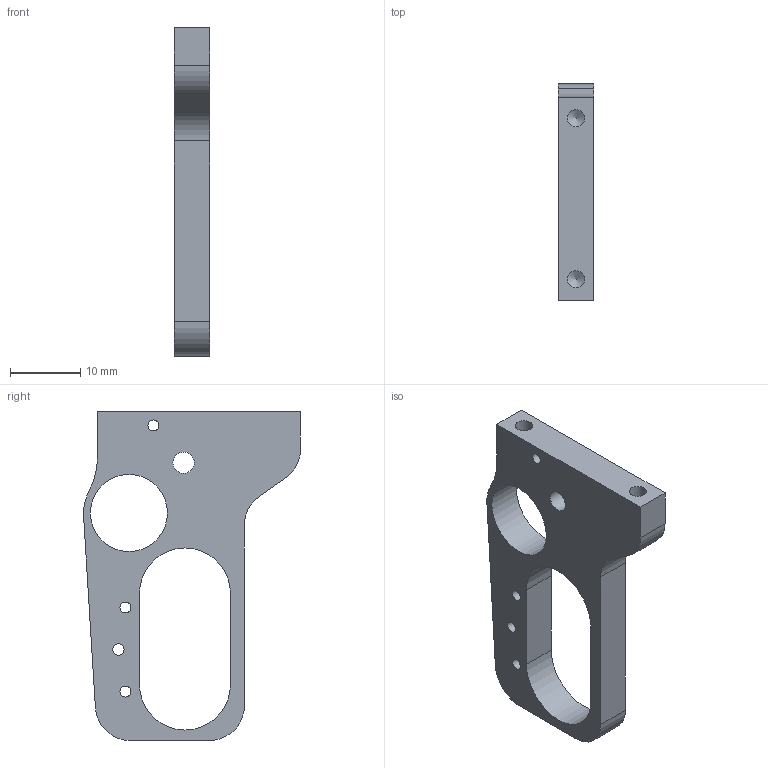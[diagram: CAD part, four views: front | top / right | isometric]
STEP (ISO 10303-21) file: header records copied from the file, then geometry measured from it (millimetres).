
FILE_DESCRIPTION(/* description */ (''),/* implementation_level */ '2;1');
FILE_NAME(/* name */ '27D_Dribbler Seite v2.ipt.step',/* time_stamp */ '2022-05-15T23:03:07+02:00',/* author */ ('rYan'),/* organization */ (''),/* preprocessor_version */ 'ST-DEVELOPER v18.1',/* originating_system */ 'Autodesk Inventor 2022',/* authorisation */ '');
FILE_SCHEMA (('AUTOMOTIVE_DESIGN { 1 0 10303 214 3 1 1 }'));
Length unit declared in the file: millimetre
Products named in the file (1): Dribbler Seite v2
Bounding box: 5 x 30.99 x 47 mm (x, y, z)
Volume: 3388.8 mm3; surface area: 2865.4 mm2
Topology: 1 solids, 1 shells, 29 faces, 79 edges, 52 vertices
Faces by surface type: cylinder 16, plane 11, cone 2
Full cylindrical faces by diameter (mm): 1.567 x3, 1.6 x1, 2.459 x2, 3.05 x1, 11 x1
Entity records: 984 total; most frequent: DIRECTION 169, CARTESIAN_POINT 159, ORIENTED_EDGE 154, EDGE_CURVE 77, AXIS2_PLACEMENT_3D 62, VERTEX_POINT 52, EDGE_LOOP 45, LINE 45
